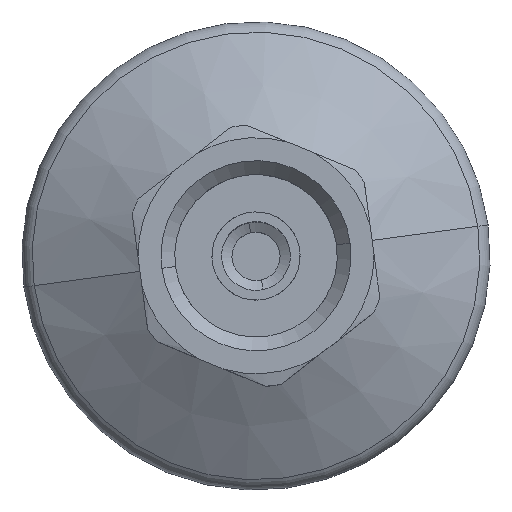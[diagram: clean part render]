
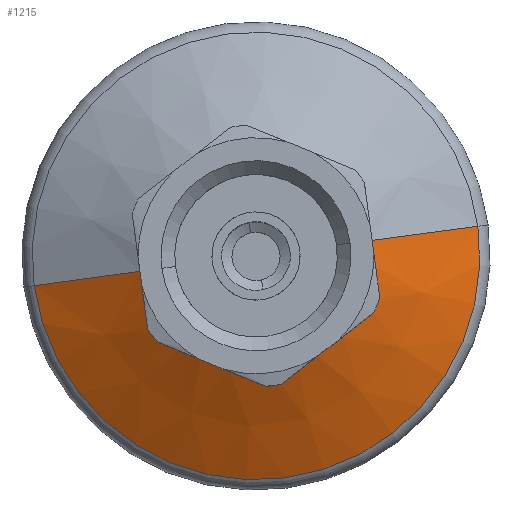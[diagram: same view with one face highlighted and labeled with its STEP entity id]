
A CAD part, top view. The second image highlights one B-rep face of the part: STEP entity #1215.
In plain terms, the highlighted conical face has half-angle 60 degrees and reference radius 16.25 mm.
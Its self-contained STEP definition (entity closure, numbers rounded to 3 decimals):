
#205 = AXIS2_PLACEMENT_3D ( 'NONE', #1605, #1602, #1749 ) ;
#382 = CONICAL_SURFACE ( 'NONE', #205, 16.25, 1.047 ) ;
#641 = LINE ( 'NONE', #3131, #8594 ) ;
#652 = LINE ( 'NONE', #2790, #8414 ) ;
#1215 = ADVANCED_FACE ( 'NONE', ( #4988 ), #382, .T. ) ;
#1602 = DIRECTION ( 'NONE',  ( 0., 0., -1. ) ) ;
#1605 = CARTESIAN_POINT ( 'NONE',  ( 0., 0., -10.897 ) ) ;
#1629 = CARTESIAN_POINT ( 'NONE',  ( 0., 0., -10.897 ) ) ;
#1637 = DIRECTION ( 'NONE',  ( 1., 0., 0. ) ) ;
#1638 = DIRECTION ( 'NONE',  ( 0., 0., 1. ) ) ;
#1749 = DIRECTION ( 'NONE',  ( -1., 0., 0. ) ) ;
#1754 = CARTESIAN_POINT ( 'NONE',  ( 0.576, -9.483, -7. ) ) ;
#1760 = CARTESIAN_POINT ( 'NONE',  ( -0.576, -9.483, -7. ) ) ;
#1864 = CARTESIAN_POINT ( 'NONE',  ( 7.924, -5.24, -7. ) ) ;
#1917 = CARTESIAN_POINT ( 'NONE',  ( -8.5, -4.243, -7. ) ) ;
#1954 = CARTESIAN_POINT ( 'NONE',  ( -16.25, 0., -10.897 ) ) ;
#1964 = CARTESIAN_POINT ( 'NONE',  ( 16.25, 0., -10.897 ) ) ;
#2007 = CARTESIAN_POINT ( 'NONE',  ( 8.5, -4.243, -7. ) ) ;
#2041 = CARTESIAN_POINT ( 'NONE',  ( -8.5, 0., -6.423 ) ) ;
#2077 = CARTESIAN_POINT ( 'NONE',  ( 8.5, 0., -6.423 ) ) ;
#2203 = CARTESIAN_POINT ( 'NONE',  ( -7.924, -5.24, -7. ) ) ;
#2422 = AXIS2_PLACEMENT_3D ( 'NONE', #3682, #3423, #3577 ) ;
#2428 = AXIS2_PLACEMENT_3D ( 'NONE', #3359, #2697, #4051 ) ;
#2484 = CIRCLE ( 'NONE', #2422, 9.5 ) ;
#2539 = CIRCLE ( 'NONE', #2428, 9.5 ) ;
#2545 = B_SPLINE_CURVE_WITH_KNOTS ( 'NONE', 3,
 ( #6898, #7013, #7011, #7068, #7172, #7161, #7159, #7155, #7147, #7524 ),
 .UNSPECIFIED., .F., .F.,
 ( 4, 2, 2, 2, 4 ),
 ( 0.001, 0.005, 0.006, 0.007, 0.009 ),
 .UNSPECIFIED. ) ;
#2697 = DIRECTION ( 'NONE',  ( 0., 0., 1. ) ) ;
#2730 = DIRECTION ( 'NONE',  ( -0.866, 0., -0.5 ) ) ;
#2742 = CARTESIAN_POINT ( 'NONE',  ( 8.5, -4.243, -7. ) ) ;
#2766 = DIRECTION ( 'NONE',  ( 0., 0., 1. ) ) ;
#2790 = CARTESIAN_POINT ( 'NONE',  ( 16.25, 0., -10.897 ) ) ;
#2944 = VERTEX_POINT ( 'NONE', #1864 ) ;
#2977 = CARTESIAN_POINT ( 'NONE',  ( 3.945, -7.538, -6.422 ) ) ;
#3021 = CARTESIAN_POINT ( 'NONE',  ( -8.5, -1.427, -6.476 ) ) ;
#3075 = VERTEX_POINT ( 'NONE', #1917 ) ;
#3076 = CARTESIAN_POINT ( 'NONE',  ( -8.5, -0.716, -6.423 ) ) ;
#3098 = CARTESIAN_POINT ( 'NONE',  ( 2.703, -8.254, -6.526 ) ) ;
#3131 = CARTESIAN_POINT ( 'NONE',  ( -16.25, 0., -10.897 ) ) ;
#3133 = CARTESIAN_POINT ( 'NONE',  ( -8.5, 0., -6.423 ) ) ;
#3208 = VERTEX_POINT ( 'NONE', #1964 ) ;
#3217 = CARTESIAN_POINT ( 'NONE',  ( 1.177, -9.135, -6.821 ) ) ;
#3286 = CARTESIAN_POINT ( 'NONE',  ( 8.5, -3.546, -6.82 ) ) ;
#3340 = CARTESIAN_POINT ( 'NONE',  ( 8.5, -1.427, -6.476 ) ) ;
#3359 = CARTESIAN_POINT ( 'NONE',  ( 0., 0., -7. ) ) ;
#3389 = CARTESIAN_POINT ( 'NONE',  ( 1.784, -8.785, -6.676 ) ) ;
#3423 = DIRECTION ( 'NONE',  ( 0., 0., 1. ) ) ;
#3490 = DIRECTION ( 'NONE',  ( 0.866, 0., -0.5 ) ) ;
#3517 = CARTESIAN_POINT ( 'NONE',  ( 5.504, -6.637, -6.423 ) ) ;
#3526 = CARTESIAN_POINT ( 'NONE',  ( -8.5, -3.546, -6.82 ) ) ;
#3529 = CARTESIAN_POINT ( 'NONE',  ( 0.576, -9.483, -7. ) ) ;
#3577 = DIRECTION ( 'NONE',  ( 1., 0., 0. ) ) ;
#3631 = CARTESIAN_POINT ( 'NONE',  ( -8.5, -4.243, -7. ) ) ;
#3675 = CARTESIAN_POINT ( 'NONE',  ( 8.5, -2.841, -6.674 ) ) ;
#3682 = CARTESIAN_POINT ( 'NONE',  ( 0., 0., -7. ) ) ;
#3686 = CARTESIAN_POINT ( 'NONE',  ( 3.632, -7.718, -6.436 ) ) ;
#3753 = CARTESIAN_POINT ( 'NONE',  ( 7.924, -5.24, -7. ) ) ;
#3770 = CARTESIAN_POINT ( 'NONE',  ( -8.5, -2.841, -6.674 ) ) ;
#4001 = CARTESIAN_POINT ( 'NONE',  ( 0., 0., -7. ) ) ;
#4004 = DIRECTION ( 'NONE',  ( 1., 0., 0. ) ) ;
#4051 = DIRECTION ( 'NONE',  ( 1., 0., 0. ) ) ;
#4092 = CARTESIAN_POINT ( 'NONE',  ( 3.012, -8.076, -6.487 ) ) ;
#4105 = CARTESIAN_POINT ( 'NONE',  ( 8.5, -0.716, -6.423 ) ) ;
#4110 = CARTESIAN_POINT ( 'NONE',  ( 6.723, -5.934, -6.642 ) ) ;
#4151 = CARTESIAN_POINT ( 'NONE',  ( 8.5, 0., -6.423 ) ) ;
#4225 = ORIENTED_EDGE ( 'NONE', *, *, #6649, .F. ) ;
#4351 = ORIENTED_EDGE ( 'NONE', *, *, #6581, .F. ) ;
#4353 = ORIENTED_EDGE ( 'NONE', *, *, #6542, .F. ) ;
#4355 = ORIENTED_EDGE ( 'NONE', *, *, #6602, .T. ) ;
#4384 = ORIENTED_EDGE ( 'NONE', *, *, #6654, .F. ) ;
#4519 = ORIENTED_EDGE ( 'NONE', *, *, #6501, .T. ) ;
#4566 = ORIENTED_EDGE ( 'NONE', *, *, #6567, .T. ) ;
#4584 = ORIENTED_EDGE ( 'NONE', *, *, #6138, .T. ) ;
#4649 = ORIENTED_EDGE ( 'NONE', *, *, #6073, .T. ) ;
#4754 = ORIENTED_EDGE ( 'NONE', *, *, #6599, .T. ) ;
#4800 = VERTEX_POINT ( 'NONE', #2077 ) ;
#4902 = VERTEX_POINT ( 'NONE', #2203 ) ;
#4988 = FACE_OUTER_BOUND ( 'NONE', #5820, .T. ) ;
#5010 = VERTEX_POINT ( 'NONE', #2041 ) ;
#5042 = VERTEX_POINT ( 'NONE', #2007 ) ;
#5059 = VERTEX_POINT ( 'NONE', #1954 ) ;
#5127 = VERTEX_POINT ( 'NONE', #1760 ) ;
#5144 = VERTEX_POINT ( 'NONE', #1754 ) ;
#5294 = B_SPLINE_CURVE_WITH_KNOTS ( 'NONE', 3,
 ( #3753, #4110, #3517, #2977, #3686, #4092, #3098, #3389, #3217, #3529 ),
 .UNSPECIFIED., .F., .F.,
 ( 4, 2, 2, 2, 4 ),
 ( 0.001, 0.005, 0.006, 0.007, 0.009 ),
 .UNSPECIFIED. ) ;
#5295 = B_SPLINE_CURVE_WITH_KNOTS ( 'NONE', 3,
 ( #3631, #3526, #3770, #3021, #3076, #3133 ),
 .UNSPECIFIED., .F., .F.,
 ( 4, 2, 4 ),
 ( 0.01, 0.012, 0.014 ),
 .UNSPECIFIED. ) ;
#5820 = EDGE_LOOP ( 'NONE', ( #4351, #4519, #4384, #4754, #4225, #4584, #4353, #4355, #4566, #4649 ) ) ;
#5869 = B_SPLINE_CURVE_WITH_KNOTS ( 'NONE', 3,
 ( #4151, #4105, #3340, #3675, #3286, #2742 ),
 .UNSPECIFIED., .F., .F.,
 ( 4, 2, 4 ),
 ( 0.03, 0.032, 0.035 ),
 .UNSPECIFIED. ) ;
#6073 = EDGE_CURVE ( 'NONE', #5059, #3208, #8094, .T. ) ;
#6138 = EDGE_CURVE ( 'NONE', #5127, #4902, #2545, .T. ) ;
#6501 = EDGE_CURVE ( 'NONE', #4800, #5042, #5869, .T. ) ;
#6542 = EDGE_CURVE ( 'NONE', #3075, #4902, #8496, .T. ) ;
#6567 = EDGE_CURVE ( 'NONE', #5010, #5059, #641, .T. ) ;
#6581 = EDGE_CURVE ( 'NONE', #4800, #3208, #652, .T. ) ;
#6599 = EDGE_CURVE ( 'NONE', #2944, #5144, #5294, .T. ) ;
#6602 = EDGE_CURVE ( 'NONE', #3075, #5010, #5295, .T. ) ;
#6649 = EDGE_CURVE ( 'NONE', #5127, #5144, #2484, .T. ) ;
#6654 = EDGE_CURVE ( 'NONE', #2944, #5042, #2539, .T. ) ;
#6898 = CARTESIAN_POINT ( 'NONE',  ( -0.576, -9.483, -7. ) ) ;
#7011 = CARTESIAN_POINT ( 'NONE',  ( -2.996, -8.085, -6.423 ) ) ;
#7013 = CARTESIAN_POINT ( 'NONE',  ( -1.777, -8.789, -6.642 ) ) ;
#7068 = CARTESIAN_POINT ( 'NONE',  ( -4.555, -7.185, -6.422 ) ) ;
#7147 = CARTESIAN_POINT ( 'NONE',  ( -7.323, -5.587, -6.821 ) ) ;
#7155 = CARTESIAN_POINT ( 'NONE',  ( -6.716, -5.937, -6.676 ) ) ;
#7159 = CARTESIAN_POINT ( 'NONE',  ( -5.797, -6.468, -6.526 ) ) ;
#7161 = CARTESIAN_POINT ( 'NONE',  ( -5.488, -6.646, -6.487 ) ) ;
#7172 = CARTESIAN_POINT ( 'NONE',  ( -4.868, -7.004, -6.436 ) ) ;
#7524 = CARTESIAN_POINT ( 'NONE',  ( -7.924, -5.24, -7. ) ) ;
#8094 = CIRCLE ( 'NONE', #8100, 16.25 ) ;
#8100 = AXIS2_PLACEMENT_3D ( 'NONE', #1629, #1638, #1637 ) ;
#8414 = VECTOR ( 'NONE', #3490, 1000. ) ;
#8496 = CIRCLE ( 'NONE', #8515, 9.5 ) ;
#8515 = AXIS2_PLACEMENT_3D ( 'NONE', #4001, #2766, #4004 ) ;
#8594 = VECTOR ( 'NONE', #2730, 1000. ) ;
